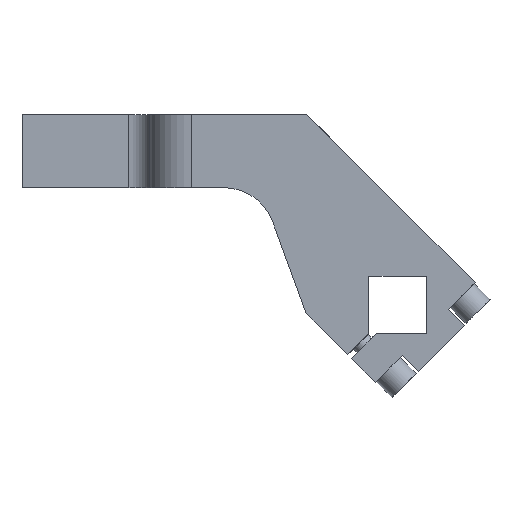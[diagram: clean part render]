
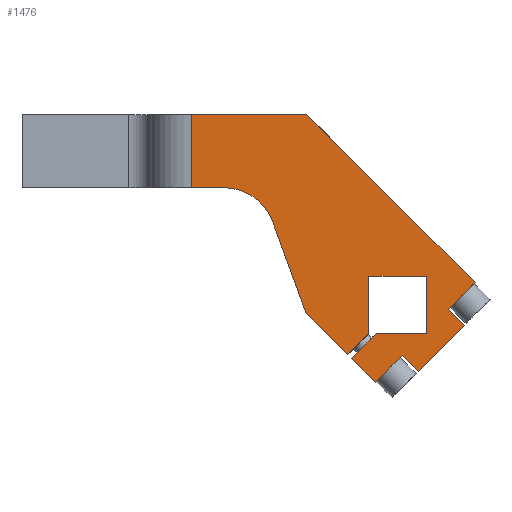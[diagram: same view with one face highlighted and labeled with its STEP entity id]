
A CAD part, left-side view. The second image highlights one B-rep face of the part: STEP entity #1476.
In plain terms, the highlighted planar face has unit normal (-1, 0, 0).
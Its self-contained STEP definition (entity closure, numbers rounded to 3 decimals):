
#38=PLANE('',#1596);
#108=FACE_OUTER_BOUND('',#192,.T.);
#192=EDGE_LOOP('',(#1109,#1110,#1111,#1112,#1113,#1114,#1115,#1116,#1117,
#1118,#1119,#1120,#1121,#1122,#1123,#1124,#1125,#1126,#1127,#1128,#1129,
#1130,#1131));
#266=LINE('',#2140,#432);
#294=LINE('',#2206,#460);
#310=LINE('',#2252,#476);
#313=LINE('',#2267,#479);
#315=LINE('',#2273,#481);
#316=LINE('',#2275,#482);
#317=LINE('',#2277,#483);
#318=LINE('',#2279,#484);
#319=LINE('',#2281,#485);
#320=LINE('',#2283,#486);
#321=LINE('',#2285,#487);
#322=LINE('',#2287,#488);
#323=LINE('',#2289,#489);
#324=LINE('',#2291,#490);
#325=LINE('',#2293,#491);
#326=LINE('',#2295,#492);
#327=LINE('',#2297,#493);
#328=LINE('',#2299,#494);
#329=LINE('',#2301,#495);
#330=LINE('',#2303,#496);
#331=LINE('',#2305,#497);
#332=LINE('',#2306,#498);
#432=VECTOR('',#1706,10.);
#460=VECTOR('',#1762,10.);
#476=VECTOR('',#1804,10.);
#479=VECTOR('',#1819,10.);
#481=VECTOR('',#1825,10.);
#482=VECTOR('',#1826,10.);
#483=VECTOR('',#1827,10.);
#484=VECTOR('',#1828,10.);
#485=VECTOR('',#1829,10.);
#486=VECTOR('',#1830,10.);
#487=VECTOR('',#1831,10.);
#488=VECTOR('',#1832,10.);
#489=VECTOR('',#1833,10.);
#490=VECTOR('',#1834,10.);
#491=VECTOR('',#1835,10.);
#492=VECTOR('',#1836,10.);
#493=VECTOR('',#1837,10.);
#494=VECTOR('',#1838,10.);
#495=VECTOR('',#1839,10.);
#496=VECTOR('',#1840,10.);
#497=VECTOR('',#1841,10.);
#498=VECTOR('',#1842,10.);
#595=CIRCLE('',#1563,20.);
#651=VERTEX_POINT('',#2138);
#652=VERTEX_POINT('',#2139);
#655=VERTEX_POINT('',#2147);
#676=VERTEX_POINT('',#2204);
#693=VERTEX_POINT('',#2251);
#699=VERTEX_POINT('',#2266);
#701=VERTEX_POINT('',#2272);
#702=VERTEX_POINT('',#2274);
#703=VERTEX_POINT('',#2276);
#704=VERTEX_POINT('',#2278);
#705=VERTEX_POINT('',#2280);
#706=VERTEX_POINT('',#2282);
#707=VERTEX_POINT('',#2284);
#708=VERTEX_POINT('',#2286);
#709=VERTEX_POINT('',#2288);
#710=VERTEX_POINT('',#2290);
#711=VERTEX_POINT('',#2292);
#712=VERTEX_POINT('',#2294);
#713=VERTEX_POINT('',#2296);
#714=VERTEX_POINT('',#2298);
#715=VERTEX_POINT('',#2300);
#716=VERTEX_POINT('',#2302);
#717=VERTEX_POINT('',#2304);
#792=EDGE_CURVE('',#651,#652,#266,.T.);
#796=EDGE_CURVE('',#655,#651,#595,.T.);
#826=EDGE_CURVE('',#652,#676,#294,.T.);
#848=EDGE_CURVE('',#693,#655,#310,.T.);
#856=EDGE_CURVE('',#693,#699,#313,.T.);
#859=EDGE_CURVE('',#676,#701,#315,.T.);
#860=EDGE_CURVE('',#701,#702,#316,.T.);
#861=EDGE_CURVE('',#702,#703,#317,.T.);
#862=EDGE_CURVE('',#703,#704,#318,.T.);
#863=EDGE_CURVE('',#704,#705,#319,.T.);
#864=EDGE_CURVE('',#705,#706,#320,.T.);
#865=EDGE_CURVE('',#706,#707,#321,.T.);
#866=EDGE_CURVE('',#707,#708,#322,.T.);
#867=EDGE_CURVE('',#708,#709,#323,.T.);
#868=EDGE_CURVE('',#709,#710,#324,.T.);
#869=EDGE_CURVE('',#710,#711,#325,.T.);
#870=EDGE_CURVE('',#711,#712,#326,.T.);
#871=EDGE_CURVE('',#712,#713,#327,.T.);
#872=EDGE_CURVE('',#713,#714,#328,.T.);
#873=EDGE_CURVE('',#714,#715,#329,.T.);
#874=EDGE_CURVE('',#715,#716,#330,.T.);
#875=EDGE_CURVE('',#716,#717,#331,.T.);
#876=EDGE_CURVE('',#717,#699,#332,.T.);
#1109=ORIENTED_EDGE('',*,*,#792,.T.);
#1110=ORIENTED_EDGE('',*,*,#826,.T.);
#1111=ORIENTED_EDGE('',*,*,#859,.T.);
#1112=ORIENTED_EDGE('',*,*,#860,.T.);
#1113=ORIENTED_EDGE('',*,*,#861,.T.);
#1114=ORIENTED_EDGE('',*,*,#862,.T.);
#1115=ORIENTED_EDGE('',*,*,#863,.T.);
#1116=ORIENTED_EDGE('',*,*,#864,.T.);
#1117=ORIENTED_EDGE('',*,*,#865,.T.);
#1118=ORIENTED_EDGE('',*,*,#866,.T.);
#1119=ORIENTED_EDGE('',*,*,#867,.T.);
#1120=ORIENTED_EDGE('',*,*,#868,.T.);
#1121=ORIENTED_EDGE('',*,*,#869,.T.);
#1122=ORIENTED_EDGE('',*,*,#870,.T.);
#1123=ORIENTED_EDGE('',*,*,#871,.T.);
#1124=ORIENTED_EDGE('',*,*,#872,.T.);
#1125=ORIENTED_EDGE('',*,*,#873,.T.);
#1126=ORIENTED_EDGE('',*,*,#874,.T.);
#1127=ORIENTED_EDGE('',*,*,#875,.T.);
#1128=ORIENTED_EDGE('',*,*,#876,.T.);
#1129=ORIENTED_EDGE('',*,*,#856,.F.);
#1130=ORIENTED_EDGE('',*,*,#848,.T.);
#1131=ORIENTED_EDGE('',*,*,#796,.T.);
#1476=ADVANCED_FACE('',(#108),#38,.T.);
#1563=AXIS2_PLACEMENT_3D('',#2148,#1712,#1713);
#1596=AXIS2_PLACEMENT_3D('',#2271,#1823,#1824);
#1706=DIRECTION('',(0.,-0.342,-0.94));
#1712=DIRECTION('center_axis',(1.,0.,0.));
#1713=DIRECTION('ref_axis',(0.,0.,-1.));
#1762=DIRECTION('',(0.,-0.707,-0.707));
#1804=DIRECTION('',(0.,-1.,0.));
#1819=DIRECTION('',(0.,0.,1.));
#1823=DIRECTION('center_axis',(-1.,0.,0.));
#1824=DIRECTION('ref_axis',(0.,0.,1.));
#1825=DIRECTION('',(0.,-0.707,0.707));
#1826=DIRECTION('',(0.,0.,1.));
#1827=DIRECTION('',(0.,-1.,0.));
#1828=DIRECTION('',(0.,0.,-1.));
#1829=DIRECTION('',(0.,1.,0.));
#1830=DIRECTION('',(0.,0.707,-0.707));
#1831=DIRECTION('',(0.,-0.707,-0.707));
#1832=DIRECTION('',(0.,-0.707,0.707));
#1833=DIRECTION('',(0.,-0.707,0.707));
#1834=DIRECTION('',(0.,-0.707,0.707));
#1835=DIRECTION('',(0.,-0.707,-0.707));
#1836=DIRECTION('',(0.,-0.707,0.707));
#1837=DIRECTION('',(0.,0.707,0.707));
#1838=DIRECTION('',(0.,-0.707,0.707));
#1839=DIRECTION('',(0.,-0.707,0.707));
#1840=DIRECTION('',(0.,-0.707,0.707));
#1841=DIRECTION('',(0.,0.707,0.707));
#1842=DIRECTION('',(0.,1.,0.));
#2138=CARTESIAN_POINT('',(-39.,47.863,31.84));
#2139=CARTESIAN_POINT('',(-39.,35.181,-3.003));
#2140=CARTESIAN_POINT('',(-39.,44.732,23.238));
#2147=CARTESIAN_POINT('',(-39.,66.657,45.));
#2148=CARTESIAN_POINT('Origin',(-39.,66.657,25.));
#2204=CARTESIAN_POINT('',(-39.,19.092,-19.092));
#2206=CARTESIAN_POINT('',(-39.,19.092,-19.092));
#2251=CARTESIAN_POINT('',(-39.,79.,45.));
#2252=CARTESIAN_POINT('',(-39.,105.098,45.));
#2266=CARTESIAN_POINT('',(-39.,79.,73.));
#2267=CARTESIAN_POINT('',(-39.,79.,32.803));
#2271=CARTESIAN_POINT('Origin',(-39.,25.196,20.606));
#2272=CARTESIAN_POINT('',(-39.,11.,-11.));
#2273=CARTESIAN_POINT('',(-39.,11.,-11.));
#2274=CARTESIAN_POINT('',(-39.,11.,11.));
#2275=CARTESIAN_POINT('',(-39.,11.,11.));
#2276=CARTESIAN_POINT('',(-39.,-11.,11.));
#2277=CARTESIAN_POINT('',(-39.,-11.,11.));
#2278=CARTESIAN_POINT('',(-39.,-11.,-11.));
#2279=CARTESIAN_POINT('',(-39.,-11.,-11.));
#2280=CARTESIAN_POINT('',(-39.,8.172,-11.));
#2281=CARTESIAN_POINT('',(-39.,8.172,-11.));
#2282=CARTESIAN_POINT('',(-39.,17.678,-20.506));
#2283=CARTESIAN_POINT('',(-39.,17.678,-20.506));
#2284=CARTESIAN_POINT('',(-39.,8.485,-29.698));
#2285=CARTESIAN_POINT('',(-39.,8.485,-29.698));
#2286=CARTESIAN_POINT('',(-39.,5.303,-26.517));
#2287=CARTESIAN_POINT('',(-39.,-1.768,-19.445));
#2288=CARTESIAN_POINT('',(-39.,1.768,-22.981));
#2289=CARTESIAN_POINT('',(-39.,-1.768,-19.445));
#2290=CARTESIAN_POINT('',(-39.,-1.768,-19.445));
#2291=CARTESIAN_POINT('',(-39.,-1.768,-19.445));
#2292=CARTESIAN_POINT('',(-39.,-7.99,-25.668));
#2293=CARTESIAN_POINT('',(-39.,-7.99,-25.668));
#2294=CARTESIAN_POINT('',(-39.,-25.668,-7.99));
#2295=CARTESIAN_POINT('',(-39.,-25.668,-7.99));
#2296=CARTESIAN_POINT('',(-39.,-19.445,-1.768));
#2297=CARTESIAN_POINT('',(-39.,-19.445,-1.768));
#2298=CARTESIAN_POINT('',(-39.,-22.981,1.768));
#2299=CARTESIAN_POINT('',(-39.,-29.698,8.485));
#2300=CARTESIAN_POINT('',(-39.,-26.517,5.303));
#2301=CARTESIAN_POINT('',(-39.,-29.698,8.485));
#2302=CARTESIAN_POINT('',(-39.,-29.698,8.485));
#2303=CARTESIAN_POINT('',(-39.,-29.698,8.485));
#2304=CARTESIAN_POINT('',(-39.,34.816,73.));
#2305=CARTESIAN_POINT('',(-39.,34.816,73.));
#2306=CARTESIAN_POINT('',(-39.,95.,73.));
